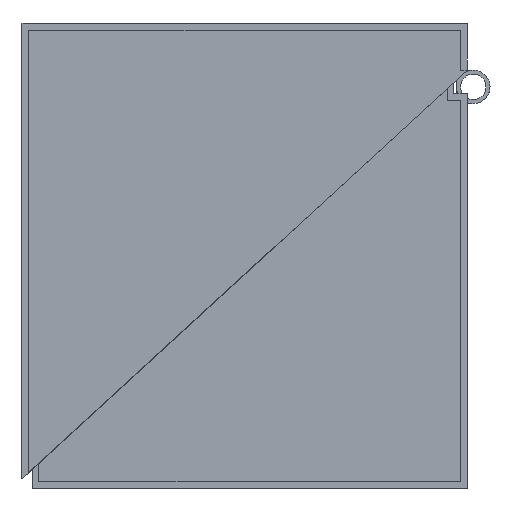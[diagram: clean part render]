
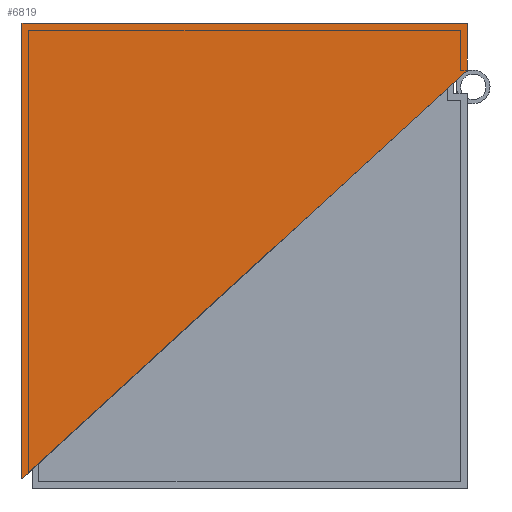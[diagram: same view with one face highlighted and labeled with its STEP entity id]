
A CAD part, left-side view. The second image highlights one B-rep face of the part: STEP entity #6819.
In plain terms, the highlighted planar face has unit normal (-1, 0, 0).
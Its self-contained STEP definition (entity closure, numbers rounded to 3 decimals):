
#632 = VECTOR ( 'NONE', #5944, 1000. ) ;
#732 = EDGE_LOOP ( 'NONE', ( #933, #754, #1306, #2904 ) ) ;
#754 = ORIENTED_EDGE ( 'NONE', *, *, #4807, .F. ) ;
#899 = AXIS2_PLACEMENT_3D ( 'NONE', #5533, #3238, #5893 ) ;
#933 = ORIENTED_EDGE ( 'NONE', *, *, #6361, .F. ) ;
#1182 = CARTESIAN_POINT ( 'NONE',  ( -696.5, 0., 125. ) ) ;
#1306 = ORIENTED_EDGE ( 'NONE', *, *, #6975, .F. ) ;
#1934 = PLANE ( 'NONE',  #899 ) ;
#2120 = LINE ( 'NONE', #7142, #632 ) ;
#2904 = ORIENTED_EDGE ( 'NONE', *, *, #6400, .F. ) ;
#3238 = DIRECTION ( 'NONE',  ( 1., 0., 0. ) ) ;
#3354 = VECTOR ( 'NONE', #5364, 1000. ) ;
#3617 = VERTEX_POINT ( 'NONE', #7033 ) ;
#3848 = LINE ( 'NONE', #5532, #7348 ) ;
#3918 = LINE ( 'NONE', #5732, #5738 ) ;
#4558 = CARTESIAN_POINT ( 'NONE',  ( -696.5, 0., 125. ) ) ;
#4763 = VERTEX_POINT ( 'NONE', #7010 ) ;
#4807 = EDGE_CURVE ( 'NONE', #3617, #5098, #2120, .T. ) ;
#5098 = VERTEX_POINT ( 'NONE', #6802 ) ;
#5301 = DIRECTION ( 'NONE',  ( 0., 0., 1. ) ) ;
#5364 = DIRECTION ( 'NONE',  ( 0., 0., -1. ) ) ;
#5526 = VERTEX_POINT ( 'NONE', #4558 ) ;
#5532 = CARTESIAN_POINT ( 'NONE',  ( -696.5, 133., 139. ) ) ;
#5533 = CARTESIAN_POINT ( 'NONE',  ( -696.5, 0., 139. ) ) ;
#5732 = CARTESIAN_POINT ( 'NONE',  ( -696.5, 133., 3. ) ) ;
#5738 = VECTOR ( 'NONE', #6922, 1000. ) ;
#5845 = LINE ( 'NONE', #1182, #3354 ) ;
#5893 = DIRECTION ( 'NONE',  ( 0., 0., -1. ) ) ;
#5944 = DIRECTION ( 'NONE',  ( 0., -1., 0. ) ) ;
#6361 = EDGE_CURVE ( 'NONE', #5098, #5526, #5845, .T. ) ;
#6400 = EDGE_CURVE ( 'NONE', #5526, #4763, #3918, .T. ) ;
#6802 = CARTESIAN_POINT ( 'NONE',  ( -696.5, 0., 139. ) ) ;
#6819 = ADVANCED_FACE ( 'NONE', ( #7317 ), #1934, .F. ) ;
#6922 = DIRECTION ( 'NONE',  ( 0., 0.737, -0.676 ) ) ;
#6975 = EDGE_CURVE ( 'NONE', #4763, #3617, #3848, .T. ) ;
#7010 = CARTESIAN_POINT ( 'NONE',  ( -696.5, 133., 3. ) ) ;
#7033 = CARTESIAN_POINT ( 'NONE',  ( -696.5, 133., 139. ) ) ;
#7142 = CARTESIAN_POINT ( 'NONE',  ( -696.5, 133., 139. ) ) ;
#7317 = FACE_OUTER_BOUND ( 'NONE', #732, .T. ) ;
#7348 = VECTOR ( 'NONE', #5301, 1000. ) ;
